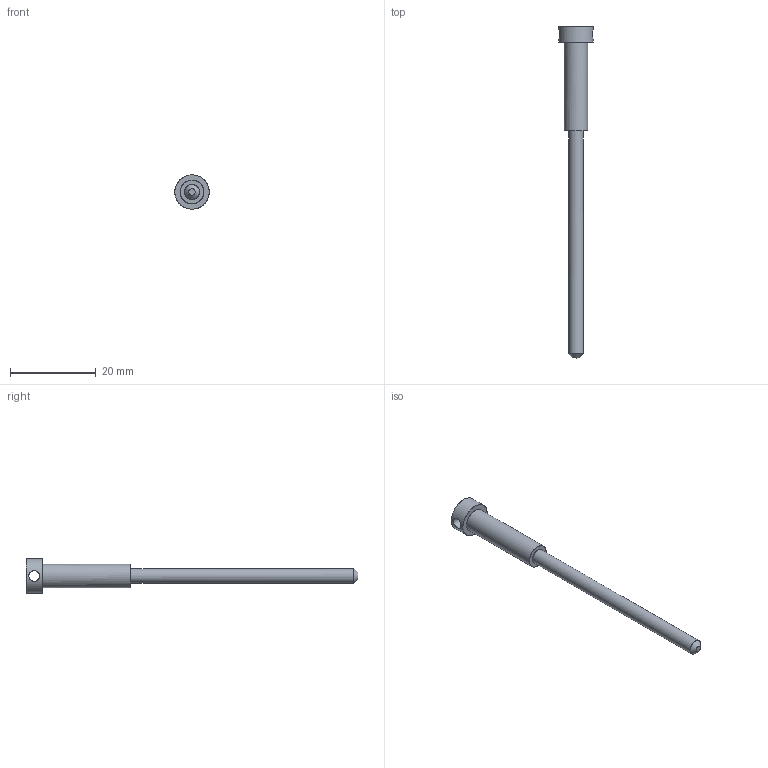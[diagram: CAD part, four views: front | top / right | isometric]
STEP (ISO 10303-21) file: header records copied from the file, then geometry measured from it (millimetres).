
FILE_DESCRIPTION(/* description */ ('AP-214 File'),/* implementation_level */ '2;1');
FILE_NAME(/* name */ 'insert inox',/* time_stamp */ '2018-05-31T19:30:13+02:00',/* author */ (''),/* organization */ (''),/* preprocessor_version */ 'ST-DEVELOPER v9',/* originating_system */ 'Delcam Exchange5.8.1002',/* authorisation */ '');
FILE_SCHEMA (('AUTOMOTIVE_DESIGN_CC2'));
Bounding box: 8 x 77.5 x 8 mm (x, y, z)
Surface area: 1179.9 mm2 (no closed solid volume)
Topology: 0 solids, 9 shells, 9 faces, 53 edges, 51 vertices
Faces by surface type: bspline 4, cylinder 3, plane 2
Full cylindrical faces by diameter (mm): 3.5 x1, 5.5 x1, 8 x1
Entity records: 2537 total; most frequent: CARTESIAN_POINT 2222, ORIENTED_EDGE 53, EDGE_CURVE 53, B_SPLINE_CURVE_WITH_KNOTS 53, VERTEX_POINT 53, EDGE_LOOP 12, DIRECTION 12, STYLED_ITEM 10
